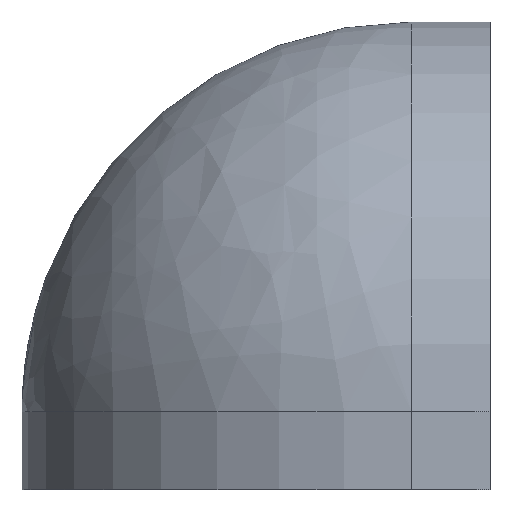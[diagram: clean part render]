
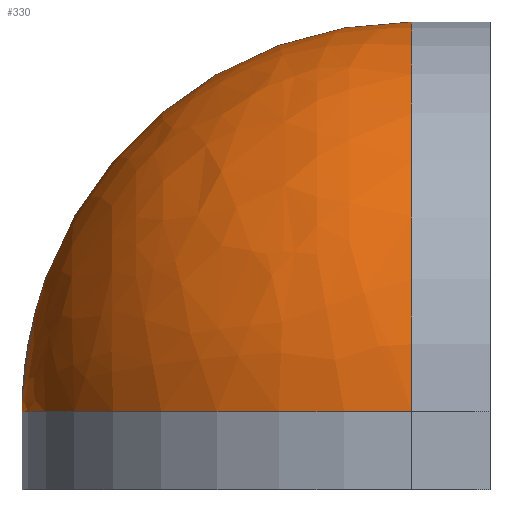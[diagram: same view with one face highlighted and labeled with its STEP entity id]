
A CAD part, front view. The second image highlights one B-rep face of the part: STEP entity #330.
In plain terms, the highlighted free-form (B-spline) face has degree [3, 3] with [4, 4] control points.
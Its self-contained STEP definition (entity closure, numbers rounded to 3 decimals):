
#9 = CARTESIAN_POINT ( 'NONE',  ( -29.467, -6.967, 22.5 ) ) ;
#35 = EDGE_LOOP ( 'NONE', ( #242, #412, #59 ) ) ;
#36 = CIRCLE ( 'NONE', #105, 37.5 ) ;
#43 = CARTESIAN_POINT ( 'NONE',  ( -45., 15., -15. ) ) ;
#46 = CARTESIAN_POINT ( 'NONE',  ( -29.467, -22.5, 6.967 ) ) ;
#52 = CARTESIAN_POINT ( 'NONE',  ( -45., 15., -15. ) ) ;
#55 = EDGE_CURVE ( 'NONE', #72, #535, #67, .T. ) ;
#59 = ORIENTED_EDGE ( 'NONE', *, *, #276, .T. ) ;
#67 = CIRCLE ( 'NONE', #121, 37.5 ) ;
#72 = VERTEX_POINT ( 'NONE', #52 ) ;
#88 = CARTESIAN_POINT ( 'NONE',  ( -7.5, -22.5, -15. ) ) ;
#105 = AXIS2_PLACEMENT_3D ( 'NONE', #149, #447, #185 ) ;
#107 =( BOUNDED_SURFACE ( )  B_SPLINE_SURFACE ( 3, 3, ( 
 ( #301, #214, #297, #88 ),
 ( #261, #9, #46, #343 ),
 ( #165, #382, #430, #511 ),
 ( #43, #169, #164, #263 ) ),
 .UNSPECIFIED., .F., .F., .F. ) 
 B_SPLINE_SURFACE_WITH_KNOTS ( ( 4, 4 ),
 ( 4, 4 ),
 ( 0., 1. ),
 ( 0., 1. ),
 .UNSPECIFIED. ) 
 GEOMETRIC_REPRESENTATION_ITEM ( )  RATIONAL_B_SPLINE_SURFACE ( (
 ( 1., 0.805, 0.805, 1.),
 ( 0.805, 0.648, 0.648, 0.805),
 ( 0.805, 0.648, 0.648, 0.805),
 ( 1., 0.805, 0.805, 1.) ) ) 
 REPRESENTATION_ITEM ( '' )  SURFACE ( )  );
#121 = AXIS2_PLACEMENT_3D ( 'NONE', #203, #501, #331 ) ;
#149 = CARTESIAN_POINT ( 'NONE',  ( -7.5, 15., -15. ) ) ;
#158 = VERTEX_POINT ( 'NONE', #267 ) ;
#164 = CARTESIAN_POINT ( 'NONE',  ( -45., 15., -15. ) ) ;
#165 = CARTESIAN_POINT ( 'NONE',  ( -45., 15., 6.967 ) ) ;
#169 = CARTESIAN_POINT ( 'NONE',  ( -45., 15., -15. ) ) ;
#181 = CIRCLE ( 'NONE', #543, 37.5 ) ;
#185 = DIRECTION ( 'NONE',  ( 0., 1., 0. ) ) ;
#203 = CARTESIAN_POINT ( 'NONE',  ( -7.5, 15., -15. ) ) ;
#214 = CARTESIAN_POINT ( 'NONE',  ( -7.5, -6.967, 22.5 ) ) ;
#242 = ORIENTED_EDGE ( 'NONE', *, *, #413, .T. ) ;
#261 = CARTESIAN_POINT ( 'NONE',  ( -29.467, 15., 22.5 ) ) ;
#263 = CARTESIAN_POINT ( 'NONE',  ( -45., 15., -15. ) ) ;
#267 = CARTESIAN_POINT ( 'NONE',  ( -7.5, 15., 22.5 ) ) ;
#276 = EDGE_CURVE ( 'NONE', #535, #158, #36, .T. ) ;
#297 = CARTESIAN_POINT ( 'NONE',  ( -7.5, -22.5, 6.967 ) ) ;
#301 = CARTESIAN_POINT ( 'NONE',  ( -7.5, 15., 22.5 ) ) ;
#302 = CARTESIAN_POINT ( 'NONE',  ( -7.5, -22.5, -15. ) ) ;
#330 = ADVANCED_FACE ( 'NONE', ( #409 ), #107, .T. ) ;
#331 = DIRECTION ( 'NONE',  ( 1., 0., 0. ) ) ;
#343 = CARTESIAN_POINT ( 'NONE',  ( -29.467, -22.5, -15. ) ) ;
#382 = CARTESIAN_POINT ( 'NONE',  ( -45., 2.132, 6.967 ) ) ;
#409 = FACE_OUTER_BOUND ( 'NONE', #35, .T. ) ;
#412 = ORIENTED_EDGE ( 'NONE', *, *, #55, .T. ) ;
#413 = EDGE_CURVE ( 'NONE', #158, #72, #181, .T. ) ;
#424 = DIRECTION ( 'NONE',  ( 0., -1., 0. ) ) ;
#426 = DIRECTION ( 'NONE',  ( 1., 0., 0. ) ) ;
#430 = CARTESIAN_POINT ( 'NONE',  ( -45., -6.967, -2.132 ) ) ;
#447 = DIRECTION ( 'NONE',  ( -1., 0., 0. ) ) ;
#501 = DIRECTION ( 'NONE',  ( 0., 0., 1. ) ) ;
#503 = CARTESIAN_POINT ( 'NONE',  ( -7.5, 15., -15. ) ) ;
#511 = CARTESIAN_POINT ( 'NONE',  ( -45., -6.967, -15. ) ) ;
#535 = VERTEX_POINT ( 'NONE', #302 ) ;
#543 = AXIS2_PLACEMENT_3D ( 'NONE', #503, #424, #426 ) ;
